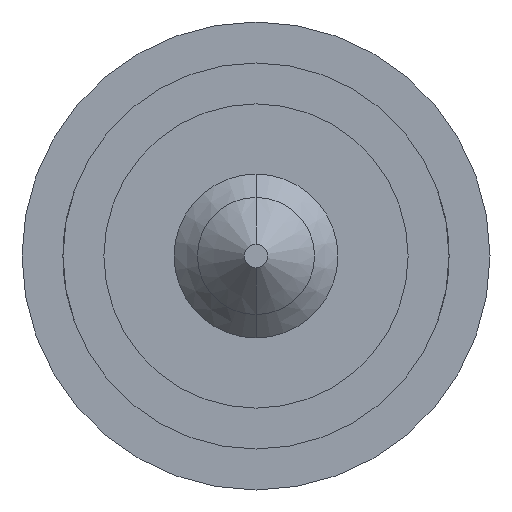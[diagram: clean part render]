
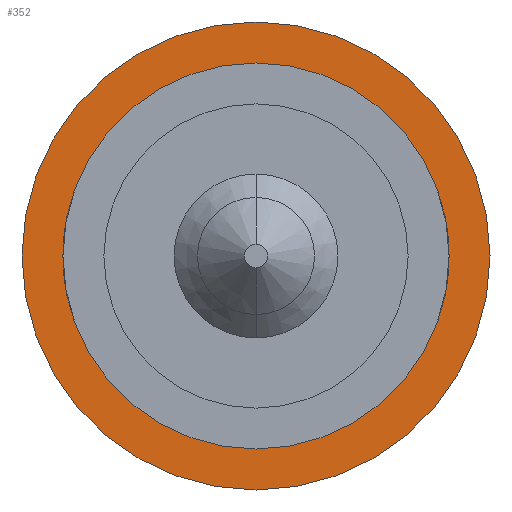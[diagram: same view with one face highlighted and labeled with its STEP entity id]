
A CAD part, front view. The second image highlights one B-rep face of the part: STEP entity #352.
In plain terms, the highlighted planar face has unit normal (0, -1, 0).
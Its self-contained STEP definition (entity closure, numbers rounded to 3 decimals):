
#38 = VERTEX_POINT ( 'NONE', #1400 ) ;
#83 = VERTEX_POINT ( 'NONE', #916 ) ;
#91 = AXIS2_PLACEMENT_3D ( 'NONE', #3215, #427, #2922 ) ;
#320 = FACE_BOUND ( 'NONE', #1494, .T. ) ;
#352 = ADVANCED_FACE ( 'Defeature ausgef�hrt5_6', ( #2137, #320 ), #1545, .F. ) ;
#370 = ORIENTED_EDGE ( 'NONE', *, *, #2089, .F. ) ;
#379 = CARTESIAN_POINT ( 'NONE',  ( 0., 28., 0. ) ) ;
#427 = DIRECTION ( 'NONE',  ( 0., 1., 0. ) ) ;
#441 = AXIS2_PLACEMENT_3D ( 'NONE', #2751, #2984, #2173 ) ;
#579 = EDGE_CURVE ( 'Defeature ausgef�hrt5_7+Defeature ausgef�hrt5_6+Defeature ausgef�hrt5_6+Defeature ausgef�hrt5_6', #3321, #3101, #2052, .T. ) ;
#624 = ORIENTED_EDGE ( 'NONE', *, *, #2646, .T. ) ;
#878 = DIRECTION ( 'NONE',  ( 0., 0., 1. ) ) ;
#916 = CARTESIAN_POINT ( 'NONE',  ( 0., 28., 0.825 ) ) ;
#1359 = ORIENTED_EDGE ( 'NONE', *, *, #579, .F. ) ;
#1400 = CARTESIAN_POINT ( 'NONE',  ( 0., 28., -0.825 ) ) ;
#1494 = EDGE_LOOP ( 'NONE', ( #624, #1722 ) ) ;
#1501 = AXIS2_PLACEMENT_3D ( 'NONE', #2648, #3499, #2960 ) ;
#1545 = PLANE ( 'NONE',  #1501 ) ;
#1722 = ORIENTED_EDGE ( 'NONE', *, *, #1726, .T. ) ;
#1726 = EDGE_CURVE ( 'Defeature ausgef�hrt5_6+Defeature ausgef�hrt5_0+Defeature ausgef�hrt5_0+Defeature ausgef�hrt5_0', #83, #38, #3116, .T. ) ;
#1830 = CARTESIAN_POINT ( 'NONE',  ( 0., 28., 1. ) ) ;
#2020 = DIRECTION ( 'NONE',  ( 0., 1., 0. ) ) ;
#2052 = CIRCLE ( 'NONE', #2431, 1. ) ;
#2089 = EDGE_CURVE ( 'Defeature ausgef�hrt5_7+Defeature ausgef�hrt5_6+Defeature ausgef�hrt5_6+Defeature ausgef�hrt5_6', #3101, #3321, #3161, .T. ) ;
#2137 = FACE_OUTER_BOUND ( 'NONE', #2397, .T. ) ;
#2173 = DIRECTION ( 'NONE',  ( 0., 0., 1. ) ) ;
#2397 = EDGE_LOOP ( 'NONE', ( #370, #1359 ) ) ;
#2431 = AXIS2_PLACEMENT_3D ( 'NONE', #3097, #2798, #878 ) ;
#2646 = EDGE_CURVE ( 'Defeature ausgef�hrt5_6+Defeature ausgef�hrt5_0+Defeature ausgef�hrt5_0+Defeature ausgef�hrt5_0', #38, #83, #2943, .T. ) ;
#2648 = CARTESIAN_POINT ( 'NONE',  ( 0.825, 28., 0. ) ) ;
#2751 = CARTESIAN_POINT ( 'NONE',  ( 0., 28., 0. ) ) ;
#2798 = DIRECTION ( 'NONE',  ( 0., 1., 0. ) ) ;
#2887 = DIRECTION ( 'NONE',  ( 0., 0., 1. ) ) ;
#2922 = DIRECTION ( 'NONE',  ( 0., 0., 1. ) ) ;
#2942 = AXIS2_PLACEMENT_3D ( 'NONE', #379, #2020, #2887 ) ;
#2943 = CIRCLE ( 'NONE', #441, 0.825 ) ;
#2960 = DIRECTION ( 'NONE',  ( 0., 0., 1. ) ) ;
#2984 = DIRECTION ( 'NONE',  ( 0., 1., 0. ) ) ;
#3097 = CARTESIAN_POINT ( 'NONE',  ( 0., 28., 0. ) ) ;
#3101 = VERTEX_POINT ( 'NONE', #1830 ) ;
#3116 = CIRCLE ( 'NONE', #2942, 0.825 ) ;
#3161 = CIRCLE ( 'NONE', #91, 1. ) ;
#3215 = CARTESIAN_POINT ( 'NONE',  ( 0., 28., 0. ) ) ;
#3321 = VERTEX_POINT ( 'NONE', #3362 ) ;
#3362 = CARTESIAN_POINT ( 'NONE',  ( 0., 28., -1. ) ) ;
#3499 = DIRECTION ( 'NONE',  ( 0., 1., 0. ) ) ;
